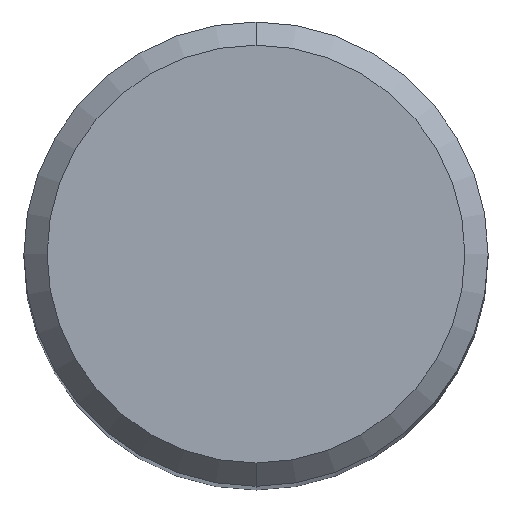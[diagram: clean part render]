
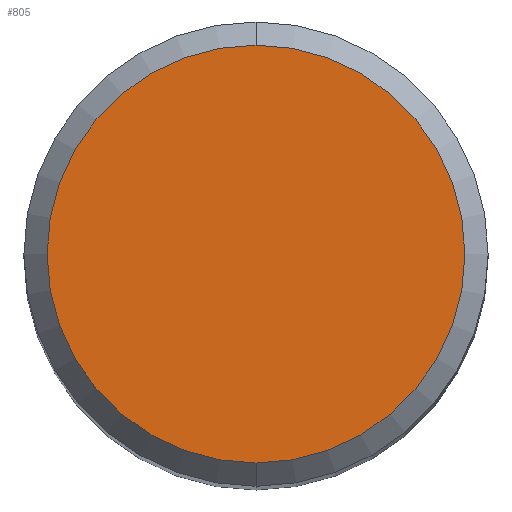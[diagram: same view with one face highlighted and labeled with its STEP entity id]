
A CAD part, top view. The second image highlights one B-rep face of the part: STEP entity #805.
In plain terms, the highlighted planar face has unit normal (0, 0, 1).
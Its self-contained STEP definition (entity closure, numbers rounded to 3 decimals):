
#341=VERTEX_POINT('',#913);
#547=EDGE_CURVE('',#341,#801,#1140,.T.);
#573=EDGE_CURVE('',#801,#341,#1169,.T.);
#801=VERTEX_POINT('',#1418);
#805=ADVANCED_FACE('',(#1422),#1423,.T.);
#913=CARTESIAN_POINT('',(0.0,5.4,0.0));
#1140=CIRCLE('',#2984,5.4);
#1169=CIRCLE('',#3087,5.4);
#1418=CARTESIAN_POINT('',(0.,-5.4,0.0));
#1422=FACE_OUTER_BOUND('',#5864,.T.);
#1423=PLANE('',#5865);
#2984=AXIS2_PLACEMENT_3D('',#6359,#6360,#6361);
#3087=AXIS2_PLACEMENT_3D('',#6406,#6407,#6408);
#5864=EDGE_LOOP('',(#6667,#6668));
#5865=AXIS2_PLACEMENT_3D('',#6669,#6670,#6671);
#6359=CARTESIAN_POINT('',(0.0,0.0,0.0));
#6360=DIRECTION('',(0.0,0.0,-1.0));
#6361=DIRECTION('',(0.0,1.0,0.0));
#6406=CARTESIAN_POINT('',(0.0,0.0,0.0));
#6407=DIRECTION('',(0.0,0.0,-1.0));
#6408=DIRECTION('',(0.0,1.0,0.0));
#6667=ORIENTED_EDGE('',*,*,#547,.F.);
#6668=ORIENTED_EDGE('',*,*,#573,.F.);
#6669=CARTESIAN_POINT('',(0.0,2.7,0.0));
#6670=DIRECTION('',(-0.0,0.0,1.0));
#6671=DIRECTION('',(0.0,-1.0,0.0));
